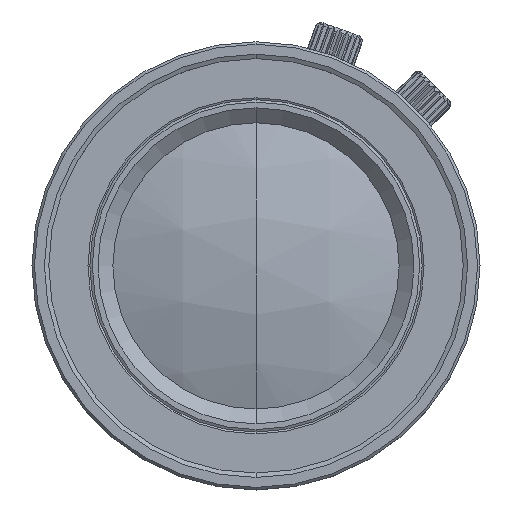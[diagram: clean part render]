
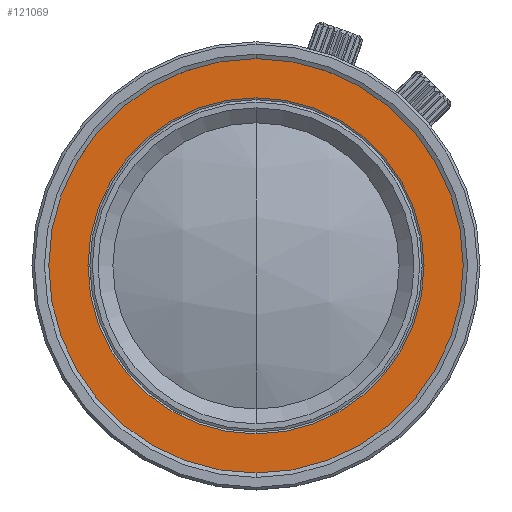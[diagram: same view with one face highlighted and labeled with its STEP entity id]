
A CAD part, top view. The second image highlights one B-rep face of the part: STEP entity #121069.
In plain terms, the highlighted planar face has unit normal (0, 0, 1).
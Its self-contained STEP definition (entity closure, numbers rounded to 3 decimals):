
#1726 = DIRECTION ( 'NONE',  ( 0., 1., 0. ) ) ;
#1932 = DIRECTION ( 'NONE',  ( 0., 0., -1. ) ) ;
#3932 = DIRECTION ( 'NONE',  ( 0., 0., -1. ) ) ;
#11101 = CIRCLE ( 'NONE', #51270, 17. ) ;
#11833 = DIRECTION ( 'NONE',  ( 0., 1., 0. ) ) ;
#12393 = CARTESIAN_POINT ( 'NONE',  ( 0., 0., 55.616 ) ) ;
#33193 = VERTEX_POINT ( 'NONE', #55106 ) ;
#42641 = DIRECTION ( 'NONE',  ( 0., 0., -1. ) ) ;
#44080 = CARTESIAN_POINT ( 'NONE',  ( 0., 17., 55.616 ) ) ;
#45240 = CARTESIAN_POINT ( 'NONE',  ( 0., 13.5, 55.616 ) ) ;
#47360 = ORIENTED_EDGE ( 'NONE', *, *, #50680, .F. ) ;
#50680 = EDGE_CURVE ( 'NONE', #33193, #54095, #130087, .T. ) ;
#51270 = AXIS2_PLACEMENT_3D ( 'NONE', #63779, #61733, #106467 ) ;
#54095 = VERTEX_POINT ( 'NONE', #44080 ) ;
#54152 = ORIENTED_EDGE ( 'NONE', *, *, #88940, .T. ) ;
#54858 = CARTESIAN_POINT ( 'NONE',  ( 0., 0., 55.616 ) ) ;
#55106 = CARTESIAN_POINT ( 'NONE',  ( 0., -17., 55.616 ) ) ;
#60050 = EDGE_CURVE ( 'NONE', #105427, #85286, #102098, .T. ) ;
#61733 = DIRECTION ( 'NONE',  ( 0., 0., -1. ) ) ;
#63445 = EDGE_LOOP ( 'NONE', ( #122603, #54152 ) ) ;
#63779 = CARTESIAN_POINT ( 'NONE',  ( 0., 0., 55.616 ) ) ;
#64356 = AXIS2_PLACEMENT_3D ( 'NONE', #54858, #97555, #1726 ) ;
#66306 = AXIS2_PLACEMENT_3D ( 'NONE', #129322, #42641, #11833 ) ;
#75874 = FACE_BOUND ( 'NONE', #63445, .T. ) ;
#85286 = VERTEX_POINT ( 'NONE', #45240 ) ;
#85624 = FACE_OUTER_BOUND ( 'NONE', #106997, .T. ) ;
#87631 = AXIS2_PLACEMENT_3D ( 'NONE', #12393, #1932, #97762 ) ;
#88940 = EDGE_CURVE ( 'NONE', #85286, #105427, #101881, .T. ) ;
#89924 = DIRECTION ( 'NONE',  ( 0., 1., 0. ) ) ;
#97555 = DIRECTION ( 'NONE',  ( 0., 0., -1. ) ) ;
#97762 = DIRECTION ( 'NONE',  ( 0., 1., 0. ) ) ;
#101881 = CIRCLE ( 'NONE', #133392, 13.5 ) ;
#102098 = CIRCLE ( 'NONE', #66306, 13.5 ) ;
#102394 = CARTESIAN_POINT ( 'NONE',  ( 0., -13.5, 55.616 ) ) ;
#102935 = ORIENTED_EDGE ( 'NONE', *, *, #134638, .F. ) ;
#105427 = VERTEX_POINT ( 'NONE', #102394 ) ;
#106467 = DIRECTION ( 'NONE',  ( 0., 1., 0. ) ) ;
#106997 = EDGE_LOOP ( 'NONE', ( #102935, #47360 ) ) ;
#108058 = PLANE ( 'NONE',  #64356 ) ;
#121069 = ADVANCED_FACE ( 'NONE', ( #85624, #75874 ), #108058, .F. ) ;
#122603 = ORIENTED_EDGE ( 'NONE', *, *, #60050, .T. ) ;
#129322 = CARTESIAN_POINT ( 'NONE',  ( 0., 0., 55.616 ) ) ;
#130087 = CIRCLE ( 'NONE', #87631, 17. ) ;
#130523 = CARTESIAN_POINT ( 'NONE',  ( 0., 0., 55.616 ) ) ;
#133392 = AXIS2_PLACEMENT_3D ( 'NONE', #130523, #3932, #89924 ) ;
#134638 = EDGE_CURVE ( 'NONE', #54095, #33193, #11101, .T. ) ;
